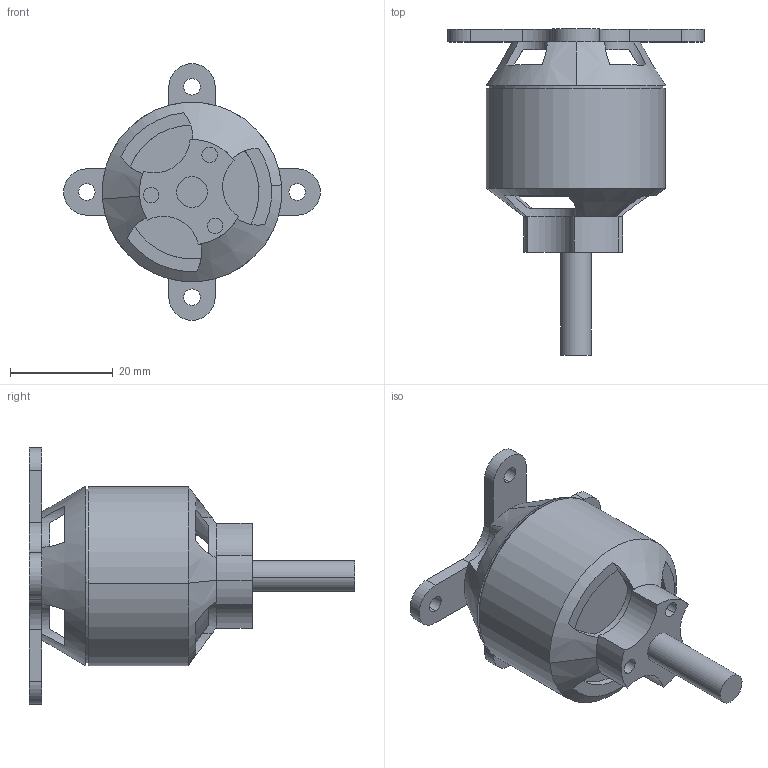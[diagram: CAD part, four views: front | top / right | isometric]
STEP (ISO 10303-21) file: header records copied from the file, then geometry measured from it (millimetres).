
FILE_DESCRIPTION (( 'STEP AP214' ), '1' );
FILE_NAME ('AXI2814-20.STEP', '2012-04-21T21:48:25', ( 'Igor Lins e Silva' ), ( '' ), 'SwSTEP 2.0', 'SolidWorks 2012', '' );
FILE_SCHEMA (( 'AUTOMOTIVE_DESIGN' ));
Length unit declared in the file: millimetre
Products named in the file (3): AXI2814-20-rotor^AXI2814-20_Valor predeterminado; AXI2814-20-base_Valor predeterminado; AXI2814-20
Assembly tree (2 placements, depth 2):
  AXI2814-20
    AXI2814-20-base_Valor predeterminado
    AXI2814-20-rotor^AXI2814-20_Valor predeterminado
Bounding box: 50 x 63.5 x 50 mm (x, y, z)
Volume: 25080.1 mm3; surface area: 16844.3 mm2
Topology: 5 solids, 5 shells, 147 faces, 406 edges, 264 vertices
Faces by surface type: cylinder 90, plane 37, cone 20
Entity records: 5435 total; most frequent: CARTESIAN_POINT 1000, DIRECTION 921, ORIENTED_EDGE 812, EDGE_CURVE 406, AXIS2_PLACEMENT_3D 397, VERTEX_POINT 264, CIRCLE 245, EDGE_LOOP 196
